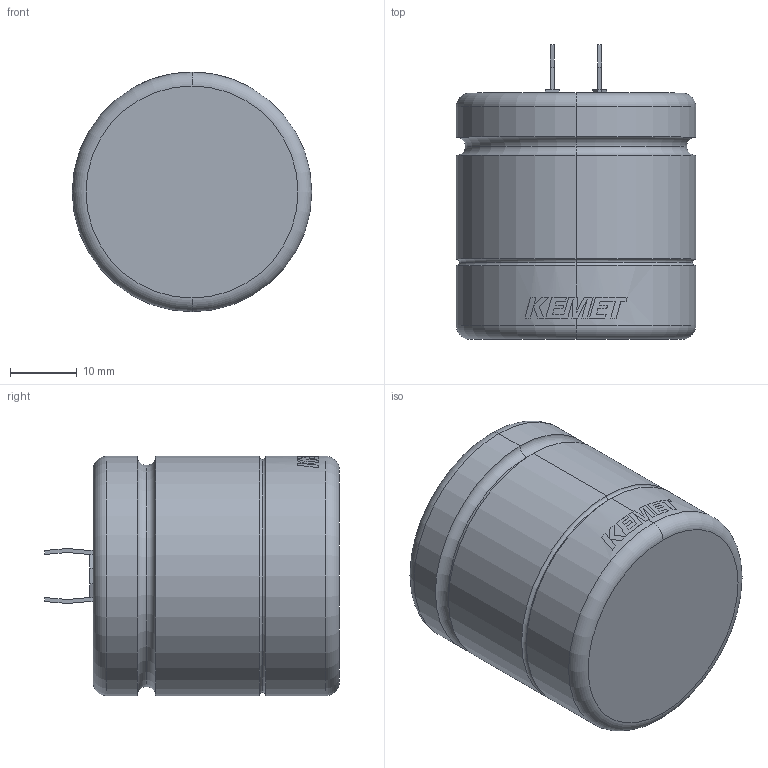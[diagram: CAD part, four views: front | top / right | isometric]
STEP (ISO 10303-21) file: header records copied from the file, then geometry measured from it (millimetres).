
FILE_DESCRIPTION (( 'STEP AP214' ), '1' );
FILE_NAME ('CARS_K2PAV_35X35_D36L37S10LL7.3F2.1.STEP', '2022-06-10T17:04:21', ( '' ), ( '' ), 'SwSTEP 2.0', 'SolidWorks 2021', '' );
FILE_SCHEMA (( 'AUTOMOTIVE_DESIGN' ));
Length unit declared in the file: millimetre
Products named in the file (1): CARS_K2PAV_35X35_D36L37S10LL7.3F2.1
Bounding box: 36 x 44.29 x 36 mm (x, y, z)
Volume: 37089.5 mm3; surface area: 6278.9 mm2
Topology: 1 solids, 1 shells, 106 faces, 278 edges, 178 vertices
Faces by surface type: plane 52, bspline 31, torus 12, cylinder 11
Entity records: 4005 total; most frequent: CARTESIAN_POINT 1057, ORIENTED_EDGE 556, DIRECTION 397, EDGE_CURVE 278, VERTEX_POINT 178, AXIS2_PLACEMENT_3D 156, B_SPLINE_CURVE_WITH_KNOTS 113, EDGE_LOOP 110
